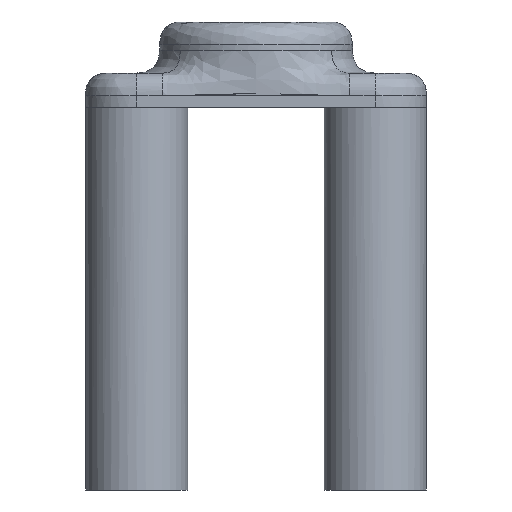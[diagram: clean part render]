
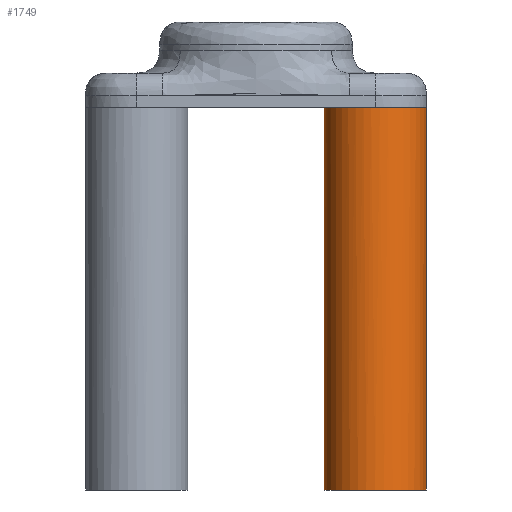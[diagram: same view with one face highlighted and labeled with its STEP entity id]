
A CAD part, left-side view. The second image highlights one B-rep face of the part: STEP entity #1749.
In plain terms, the highlighted cylindrical face has radius 4.5 mm (diameter 9 mm), a full revolution.
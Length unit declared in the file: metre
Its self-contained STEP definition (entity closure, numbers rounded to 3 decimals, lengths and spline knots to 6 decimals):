
#56=CYLINDRICAL_SURFACE('',#1906,0.0045);
#116=LINE('',#2566,#189);
#124=LINE('',#2614,#197);
#189=VECTOR('',#2126,1.);
#197=VECTOR('',#2146,1.);
#241=B_SPLINE_CURVE_WITH_KNOTS('',3,(#2620,#2621,#2622,#2623,#2624,#2625),
 .UNSPECIFIED.,.F.,.F.,(4,1,1,4),(0.,0.0007,0.001399,
0.002798),.UNSPECIFIED.);
#242=B_SPLINE_CURVE_WITH_KNOTS('',3,(#2627,#2628,#2629,#2630,#2631,#2632),
 .UNSPECIFIED.,.F.,.F.,(4,1,1,4),(0.0005,0.001896,
0.002594,0.003291),.UNSPECIFIED.);
#243=B_SPLINE_CURVE_WITH_KNOTS('',3,(#2633,#2634,#2635,#2636,#2637,#2638),
 .UNSPECIFIED.,.F.,.F.,(4,1,1,4),(0.,0.0007,0.001399,
0.002798),.UNSPECIFIED.);
#244=B_SPLINE_CURVE_WITH_KNOTS('',3,(#2640,#2641,#2642,#2643,#2644,#2645),
 .UNSPECIFIED.,.F.,.F.,(4,1,1,4),(0.0005,0.001896,
0.002594,0.003291),.UNSPECIFIED.);
#467=ORIENTED_EDGE('',*,*,#987,.F.);
#468=ORIENTED_EDGE('',*,*,#986,.F.);
#469=ORIENTED_EDGE('',*,*,#919,.F.);
#470=ORIENTED_EDGE('',*,*,#903,.F.);
#471=ORIENTED_EDGE('',*,*,#971,.T.);
#472=ORIENTED_EDGE('',*,*,#988,.F.);
#473=ORIENTED_EDGE('',*,*,#989,.T.);
#474=ORIENTED_EDGE('',*,*,#990,.T.);
#475=ORIENTED_EDGE('',*,*,#894,.F.);
#476=ORIENTED_EDGE('',*,*,#991,.T.);
#477=ORIENTED_EDGE('',*,*,#992,.T.);
#478=ORIENTED_EDGE('',*,*,#993,.T.);
#894=EDGE_CURVE('',#1163,#1164,#1340,.T.);
#903=EDGE_CURVE('',#1171,#1173,#1345,.T.);
#919=EDGE_CURVE('',#1173,#1188,#1354,.T.);
#971=EDGE_CURVE('',#1171,#1226,#116,.T.);
#986=EDGE_CURVE('',#1188,#1237,#124,.T.);
#987=EDGE_CURVE('',#1237,#1238,#1372,.T.);
#988=EDGE_CURVE('',#1239,#1226,#1373,.T.);
#989=EDGE_CURVE('',#1239,#1240,#241,.T.);
#990=EDGE_CURVE('',#1240,#1164,#242,.T.);
#991=EDGE_CURVE('',#1163,#1241,#243,.T.);
#992=EDGE_CURVE('',#1241,#1238,#244,.T.);
#993=EDGE_CURVE('',#1242,#1242,#1374,.T.);
#1163=VERTEX_POINT('',#2353);
#1164=VERTEX_POINT('',#2355);
#1171=VERTEX_POINT('',#2374);
#1173=VERTEX_POINT('',#2377);
#1188=VERTEX_POINT('',#2416);
#1226=VERTEX_POINT('',#2564);
#1237=VERTEX_POINT('',#2613);
#1238=VERTEX_POINT('',#2617);
#1239=VERTEX_POINT('',#2619);
#1240=VERTEX_POINT('',#2626);
#1241=VERTEX_POINT('',#2639);
#1242=VERTEX_POINT('',#2647);
#1340=CIRCLE('',#1854,0.0045);
#1345=CIRCLE('',#1860,0.0045);
#1354=CIRCLE('',#1871,0.0045);
#1372=CIRCLE('',#1907,0.0045);
#1373=CIRCLE('',#1908,0.0045);
#1374=CIRCLE('',#1909,0.0045);
#1429=EDGE_LOOP('',(#467,#468,#469,#470,#471,#472,#473,#474,#475,#476,#477));
#1430=EDGE_LOOP('',(#478));
#1568=FACE_BOUND('',#1429,.T.);
#1569=FACE_BOUND('',#1430,.T.);
#1749=ADVANCED_FACE('',(#1568,#1569),#56,.T.);
#1854=AXIS2_PLACEMENT_3D('',#2354,#1997,#1998);
#1860=AXIS2_PLACEMENT_3D('',#2376,#2012,#2013);
#1871=AXIS2_PLACEMENT_3D('',#2415,#2039,#2040);
#1906=AXIS2_PLACEMENT_3D('',#2615,#2147,#2148);
#1907=AXIS2_PLACEMENT_3D('',#2616,#2149,#2150);
#1908=AXIS2_PLACEMENT_3D('',#2618,#2151,#2152);
#1909=AXIS2_PLACEMENT_3D('',#2646,#2153,#2154);
#1997=DIRECTION('',(0.,0.,1.));
#1998=DIRECTION('',(1.,0.,0.));
#2012=DIRECTION('',(0.,0.,1.));
#2013=DIRECTION('',(1.,0.,0.));
#2039=DIRECTION('',(0.,0.,1.));
#2040=DIRECTION('',(1.,0.,0.));
#2126=DIRECTION('',(0.,0.,1.));
#2146=DIRECTION('',(0.,0.,1.));
#2147=DIRECTION('',(0.,0.,1.));
#2148=DIRECTION('',(1.,0.,0.));
#2149=DIRECTION('',(0.,0.,1.));
#2150=DIRECTION('',(1.,0.,0.));
#2151=DIRECTION('',(0.,0.,1.));
#2152=DIRECTION('',(1.,0.,0.));
#2153=DIRECTION('',(0.,0.,1.));
#2154=DIRECTION('',(1.,0.,0.));
#2353=CARTESIAN_POINT('',(0.03625,-0.006007,-0.003));
#2354=CARTESIAN_POINT('',(0.036,-0.0105,-0.003));
#2355=CARTESIAN_POINT('',(0.03575,-0.006007,-0.003));
#2374=CARTESIAN_POINT('',(0.031514,-0.01015,-0.003));
#2376=CARTESIAN_POINT('',(0.036,-0.0105,-0.003));
#2377=CARTESIAN_POINT('',(0.036,-0.015,-0.003));
#2415=CARTESIAN_POINT('',(0.036,-0.0105,-0.003));
#2416=CARTESIAN_POINT('',(0.040486,-0.01015,-0.003));
#2564=CARTESIAN_POINT('',(0.031514,-0.01015,0.));
#2566=CARTESIAN_POINT('',(0.031514,-0.01015,-0.003));
#2613=CARTESIAN_POINT('',(0.040486,-0.01015,0.));
#2614=CARTESIAN_POINT('',(0.040486,-0.01015,-0.003));
#2615=CARTESIAN_POINT('',(0.036,-0.0105,-0.003));
#2616=CARTESIAN_POINT('',(0.036,-0.0105,0.));
#2617=CARTESIAN_POINT('',(0.03625,-0.006007,0.));
#2618=CARTESIAN_POINT('',(0.036,-0.0105,0.));
#2619=CARTESIAN_POINT('',(0.03575,-0.006007,0.));
#2620=CARTESIAN_POINT('',(0.03575,-0.006007,0.));
#2621=CARTESIAN_POINT('',(0.035515,-0.00602,0.));
#2622=CARTESIAN_POINT('',(0.035051,-0.006082,-0.000025));
#2623=CARTESIAN_POINT('',(0.034192,-0.006343,-0.00039));
#2624=CARTESIAN_POINT('',(0.033845,-0.006549,-0.001038));
#2625=CARTESIAN_POINT('',(0.033777,-0.006587,-0.0015));
#2626=CARTESIAN_POINT('',(0.033777,-0.006587,-0.0015));
#2627=CARTESIAN_POINT('',(0.033777,-0.006587,-0.0015));
#2628=CARTESIAN_POINT('',(0.033845,-0.006549,-0.001959));
#2629=CARTESIAN_POINT('',(0.03419,-0.006344,-0.002608));
#2630=CARTESIAN_POINT('',(0.035047,-0.006083,-0.002974));
#2631=CARTESIAN_POINT('',(0.035514,-0.00602,-0.003));
#2632=CARTESIAN_POINT('',(0.03575,-0.006007,-0.003));
#2633=CARTESIAN_POINT('',(0.03625,-0.006007,-0.003));
#2634=CARTESIAN_POINT('',(0.036485,-0.00602,-0.003));
#2635=CARTESIAN_POINT('',(0.036949,-0.006082,-0.002975));
#2636=CARTESIAN_POINT('',(0.037808,-0.006343,-0.00261));
#2637=CARTESIAN_POINT('',(0.038155,-0.006549,-0.001962));
#2638=CARTESIAN_POINT('',(0.038223,-0.006587,-0.0015));
#2639=CARTESIAN_POINT('',(0.038223,-0.006587,-0.0015));
#2640=CARTESIAN_POINT('',(0.038223,-0.006587,-0.0015));
#2641=CARTESIAN_POINT('',(0.038155,-0.006549,-0.001041));
#2642=CARTESIAN_POINT('',(0.03781,-0.006344,-0.000392));
#2643=CARTESIAN_POINT('',(0.036953,-0.006083,-0.000026));
#2644=CARTESIAN_POINT('',(0.036486,-0.00602,0.));
#2645=CARTESIAN_POINT('',(0.03625,-0.006007,0.));
#2646=CARTESIAN_POINT('',(0.036,-0.0105,-0.0367));
#2647=CARTESIAN_POINT('',(0.0405,-0.0105,-0.0367));
